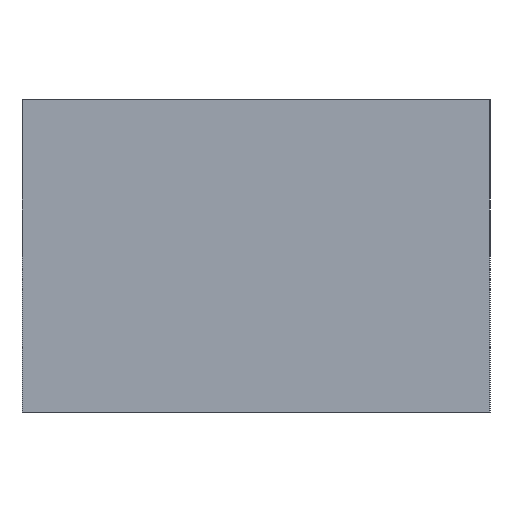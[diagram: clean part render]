
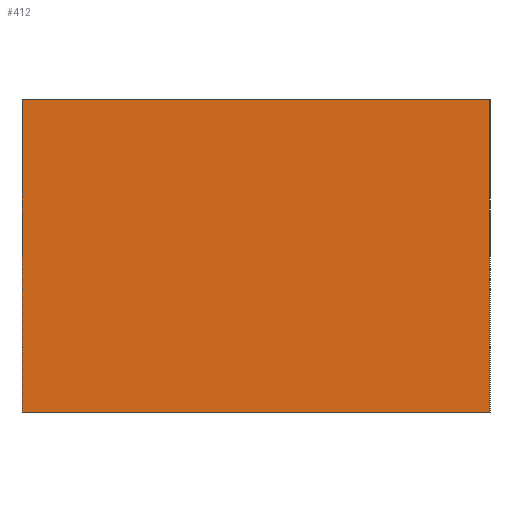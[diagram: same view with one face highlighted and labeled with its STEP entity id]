
A CAD part, left-side view. The second image highlights one B-rep face of the part: STEP entity #412.
In plain terms, the highlighted planar face has unit normal (-1, 0, 0).
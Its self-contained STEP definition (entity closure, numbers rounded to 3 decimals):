
#5 = ORIENTED_EDGE ( 'NONE', *, *, #551, .T. ) ;
#19 = DIRECTION ( 'NONE',  ( 0., 0., -1. ) ) ;
#33 = CARTESIAN_POINT ( 'NONE',  ( -13.5, 6., 0. ) ) ;
#47 = VERTEX_POINT ( 'NONE', #387 ) ;
#49 = CARTESIAN_POINT ( 'NONE',  ( -13.5, 6., 0. ) ) ;
#68 = VECTOR ( 'NONE', #504, 1000. ) ;
#74 = CARTESIAN_POINT ( 'NONE',  ( -13.5, 6., 8. ) ) ;
#115 = CARTESIAN_POINT ( 'NONE',  ( -13.5, 6., 8. ) ) ;
#158 = PLANE ( 'NONE',  #172 ) ;
#165 = VERTEX_POINT ( 'NONE', #293 ) ;
#172 = AXIS2_PLACEMENT_3D ( 'NONE', #74, #496, #281 ) ;
#173 = EDGE_CURVE ( 'NONE', #47, #165, #309, .T. ) ;
#199 = CARTESIAN_POINT ( 'NONE',  ( -13.5, 6., 8. ) ) ;
#202 = DIRECTION ( 'NONE',  ( 0., -1., 0. ) ) ;
#247 = CARTESIAN_POINT ( 'NONE',  ( -13.5, 6., 8. ) ) ;
#266 = ORIENTED_EDGE ( 'NONE', *, *, #173, .F. ) ;
#279 = LINE ( 'NONE', #199, #68 ) ;
#281 = DIRECTION ( 'NONE',  ( 0., 0., -1. ) ) ;
#293 = CARTESIAN_POINT ( 'NONE',  ( -13.5, -6., 0. ) ) ;
#306 = VECTOR ( 'NONE', #19, 1000. ) ;
#309 = LINE ( 'NONE', #528, #460 ) ;
#317 = LINE ( 'NONE', #247, #306 ) ;
#319 = FACE_OUTER_BOUND ( 'NONE', #333, .T. ) ;
#333 = EDGE_LOOP ( 'NONE', ( #5, #266, #394, #491 ) ) ;
#345 = EDGE_CURVE ( 'NONE', #511, #521, #317, .T. ) ;
#351 = EDGE_CURVE ( 'NONE', #511, #47, #279, .T. ) ;
#387 = CARTESIAN_POINT ( 'NONE',  ( -13.5, -6., 8. ) ) ;
#394 = ORIENTED_EDGE ( 'NONE', *, *, #351, .F. ) ;
#412 = ADVANCED_FACE ( 'NONE', ( #319 ), #158, .F. ) ;
#435 = VECTOR ( 'NONE', #202, 1000. ) ;
#442 = LINE ( 'NONE', #33, #435 ) ;
#460 = VECTOR ( 'NONE', #475, 1000. ) ;
#475 = DIRECTION ( 'NONE',  ( 0., 0., -1. ) ) ;
#491 = ORIENTED_EDGE ( 'NONE', *, *, #345, .T. ) ;
#496 = DIRECTION ( 'NONE',  ( 1., 0., 0. ) ) ;
#504 = DIRECTION ( 'NONE',  ( 0., -1., 0. ) ) ;
#511 = VERTEX_POINT ( 'NONE', #115 ) ;
#521 = VERTEX_POINT ( 'NONE', #49 ) ;
#528 = CARTESIAN_POINT ( 'NONE',  ( -13.5, -6., 8. ) ) ;
#551 = EDGE_CURVE ( 'NONE', #521, #165, #442, .T. ) ;
